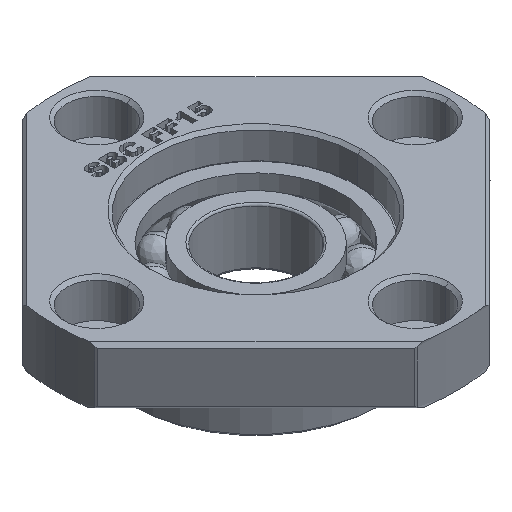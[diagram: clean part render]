
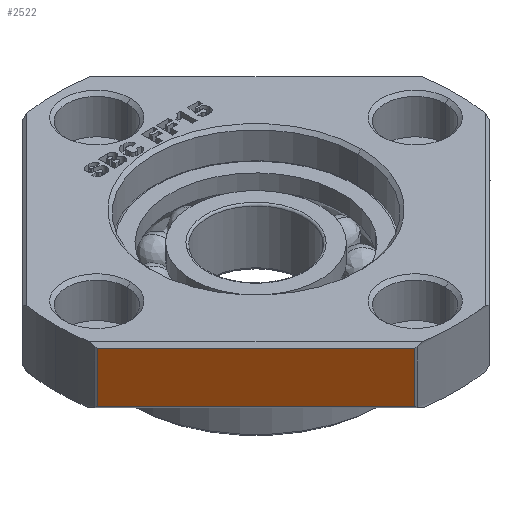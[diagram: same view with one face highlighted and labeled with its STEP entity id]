
A CAD part, isometric view. The second image highlights one B-rep face of the part: STEP entity #2522.
In plain terms, the highlighted planar face has unit normal (-0.707, -0.707, 0).
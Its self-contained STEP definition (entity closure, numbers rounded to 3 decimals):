
#1334 = CARTESIAN_POINT ( 'NONE',  ( -30.85, -5.92, 8.5 ) ) ;
#1442 = EDGE_CURVE ( 'NONE', #8856, #5360, #2201, .T. ) ;
#1784 = VECTOR ( 'NONE', #8110, 1000. ) ;
#1850 = VECTOR ( 'NONE', #11649, 1000. ) ;
#2201 = LINE ( 'NONE', #13035, #1850 ) ;
#2421 = EDGE_CURVE ( 'NONE', #5200, #5360, #6776, .T. ) ;
#2522 = ADVANCED_FACE ( 'NONE', ( #7032 ), #13525, .F. ) ;
#2970 = ORIENTED_EDGE ( 'NONE', *, *, #4255, .F. ) ;
#3794 = CARTESIAN_POINT ( 'NONE',  ( -30.85, -5.92, 16.5 ) ) ;
#3972 = DIRECTION ( 'NONE',  ( 0.707, -0.707, 0. ) ) ;
#4255 = EDGE_CURVE ( 'NONE', #8856, #13013, #7131, .T. ) ;
#4349 = DIRECTION ( 'NONE',  ( -0.707, 0.707, 0. ) ) ;
#4532 = EDGE_CURVE ( 'NONE', #13013, #5200, #10881, .T. ) ;
#4580 = VECTOR ( 'NONE', #3972, 1000. ) ;
#4649 = ORIENTED_EDGE ( 'NONE', *, *, #2421, .F. ) ;
#4673 = CARTESIAN_POINT ( 'NONE',  ( -5.92, -30.85, 8.5 ) ) ;
#4861 = ORIENTED_EDGE ( 'NONE', *, *, #4532, .F. ) ;
#5200 = VERTEX_POINT ( 'NONE', #3794 ) ;
#5360 = VERTEX_POINT ( 'NONE', #11641 ) ;
#5383 = CARTESIAN_POINT ( 'NONE',  ( -30.85, -5.92, 16.5 ) ) ;
#5750 = CARTESIAN_POINT ( 'NONE',  ( -18.385, -18.385, 8.5 ) ) ;
#6314 = VECTOR ( 'NONE', #4349, 1000. ) ;
#6776 = LINE ( 'NONE', #5383, #4580 ) ;
#7032 = FACE_OUTER_BOUND ( 'NONE', #11002, .T. ) ;
#7131 = LINE ( 'NONE', #5750, #6314 ) ;
#8110 = DIRECTION ( 'NONE',  ( 0., 0., 1. ) ) ;
#8856 = VERTEX_POINT ( 'NONE', #4673 ) ;
#9372 = DIRECTION ( 'NONE',  ( -0.707, 0.707, 0. ) ) ;
#9480 = CARTESIAN_POINT ( 'NONE',  ( -30.85, -5.92, 12.5 ) ) ;
#10532 = AXIS2_PLACEMENT_3D ( 'NONE', #12155, #10760, #9372 ) ;
#10760 = DIRECTION ( 'NONE',  ( 0.707, 0.707, 0. ) ) ;
#10881 = LINE ( 'NONE', #9480, #1784 ) ;
#10942 = ORIENTED_EDGE ( 'NONE', *, *, #1442, .T. ) ;
#11002 = EDGE_LOOP ( 'NONE', ( #4861, #2970, #10942, #4649 ) ) ;
#11641 = CARTESIAN_POINT ( 'NONE',  ( -5.92, -30.85, 16.5 ) ) ;
#11649 = DIRECTION ( 'NONE',  ( 0., 0., 1. ) ) ;
#12155 = CARTESIAN_POINT ( 'NONE',  ( -5.92, -30.85, 8.5 ) ) ;
#13013 = VERTEX_POINT ( 'NONE', #1334 ) ;
#13035 = CARTESIAN_POINT ( 'NONE',  ( -5.92, -30.85, 12.5 ) ) ;
#13525 = PLANE ( 'NONE',  #10532 ) ;
